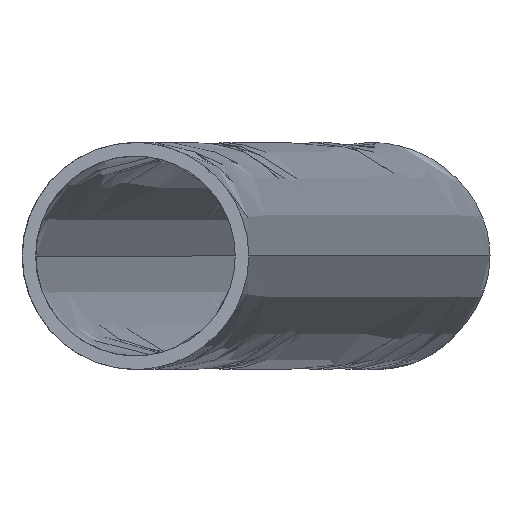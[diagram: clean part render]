
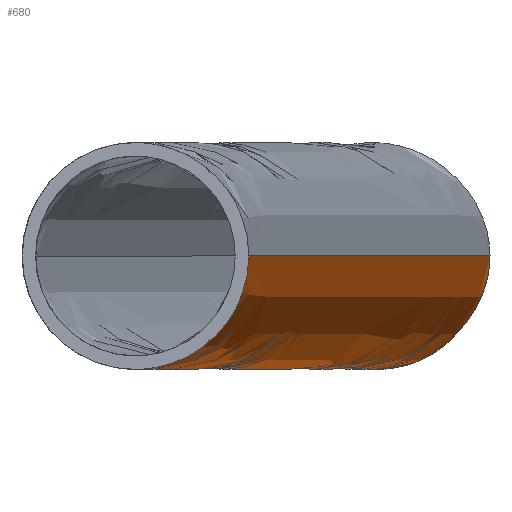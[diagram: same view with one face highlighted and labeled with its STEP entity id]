
A CAD part, left-side view. The second image highlights one B-rep face of the part: STEP entity #680.
In plain terms, the highlighted free-form (B-spline) face has degree [5, 4] with [6, 5] control points.
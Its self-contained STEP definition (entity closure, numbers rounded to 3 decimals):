
#134=CARTESIAN_POINT('Vertex',(-340.003,-140.256,-3.598)) ;
#160=CARTESIAN_POINT('Vertex',(-341.,-152.717,-16.097)) ;
#163=CARTESIAN_POINT('Axis2P3D Location',(-341.,-152.716,-3.597)) ;
#180=CARTESIAN_POINT('Control Point',(-341.499,-165.216,-3.597)) ;
#181=CARTESIAN_POINT('Control Point',(-341.499,-165.216,-4.73)) ;
#182=CARTESIAN_POINT('Control Point',(-341.494,-165.088,-5.878)) ;
#183=CARTESIAN_POINT('Control Point',(-341.484,-164.824,-7.02)) ;
#184=CARTESIAN_POINT('Control Point',(-341.452,-164.038,-9.207)) ;
#185=CARTESIAN_POINT('Control Point',(-341.401,-162.75,-11.187)) ;
#186=CARTESIAN_POINT('Control Point',(-341.371,-162.001,-12.089)) ;
#187=CARTESIAN_POINT('Control Point',(-341.303,-160.312,-13.695)) ;
#188=CARTESIAN_POINT('Control Point',(-341.222,-158.282,-14.881)) ;
#189=CARTESIAN_POINT('Control Point',(-341.179,-157.209,-15.35)) ;
#190=CARTESIAN_POINT('Control Point',(-341.117,-155.658,-15.821)) ;
#191=CARTESIAN_POINT('Control Point',(-341.054,-154.058,-16.037)) ;
#192=CARTESIAN_POINT('Control Point',(-341.036,-153.612,-16.077)) ;
#193=CARTESIAN_POINT('Control Point',(-341.018,-153.164,-16.097)) ;
#194=CARTESIAN_POINT('Control Point',(-341.,-152.717,-16.097)) ;
#195=CARTESIAN_POINT('Vertex',(-341.499,-165.216,-3.597)) ;
#327=CARTESIAN_POINT('Vertex',(-9.262,-191.799,-3.597)) ;
#372=CARTESIAN_POINT('Control Point',(-9.262,-191.799,-3.597)) ;
#373=CARTESIAN_POINT('Control Point',(-9.262,-191.799,-4.46)) ;
#374=CARTESIAN_POINT('Control Point',(-9.368,-191.716,-5.331)) ;
#375=CARTESIAN_POINT('Control Point',(-9.584,-191.546,-6.181)) ;
#376=CARTESIAN_POINT('Control Point',(-10.208,-191.018,-7.975)) ;
#377=CARTESIAN_POINT('Control Point',(-11.044,-190.183,-9.594)) ;
#378=CARTESIAN_POINT('Control Point',(-11.524,-189.647,-10.427)) ;
#379=CARTESIAN_POINT('Control Point',(-12.004,-189.033,-11.211)) ;
#380=CARTESIAN_POINT('Control Point',(-12.467,-188.342,-11.939)) ;
#381=CARTESIAN_POINT('Vertex',(-12.467,-188.342,-11.939)) ;
#576=CARTESIAN_POINT('Control Point',(-15.,-166.26,-3.597)) ;
#577=CARTESIAN_POINT('Control Point',(-80.001,-161.059,-3.597)) ;
#578=CARTESIAN_POINT('Control Point',(-145.001,-155.858,-3.597)) ;
#579=CARTESIAN_POINT('Control Point',(-210.002,-150.658,-3.598)) ;
#580=CARTESIAN_POINT('Control Point',(-275.002,-145.457,-3.598)) ;
#581=CARTESIAN_POINT('Control Point',(-340.003,-140.256,-3.598)) ;
#582=CARTESIAN_POINT('Vertex',(-15.,-166.26,-3.597)) ;
#586=CARTESIAN_POINT('Control Point',(-9.262,-191.799,-3.597)) ;
#587=CARTESIAN_POINT('Control Point',(-75.71,-186.482,-3.597)) ;
#588=CARTESIAN_POINT('Control Point',(-142.157,-181.166,-3.597)) ;
#589=CARTESIAN_POINT('Control Point',(-208.604,-175.849,-3.597)) ;
#590=CARTESIAN_POINT('Control Point',(-275.052,-170.533,-3.597)) ;
#591=CARTESIAN_POINT('Control Point',(-341.499,-165.216,-3.597)) ;
#611=CARTESIAN_POINT('Control Point',(-0.997,-192.46,-3.597)) ;
#612=CARTESIAN_POINT('Control Point',(-0.997,-192.46,-16.097)) ;
#613=CARTESIAN_POINT('Control Point',(0.,-180.,-22.347)) ;
#614=CARTESIAN_POINT('Control Point',(0.997,-167.54,-16.097)) ;
#615=CARTESIAN_POINT('Control Point',(0.997,-167.54,-3.597)) ;
#616=CARTESIAN_POINT('Control Point',(-69.197,-187.003,-3.597)) ;
#617=CARTESIAN_POINT('Control Point',(-69.197,-187.004,-16.097)) ;
#618=CARTESIAN_POINT('Control Point',(-68.2,-174.544,-22.347)) ;
#619=CARTESIAN_POINT('Control Point',(-67.203,-162.083,-16.097)) ;
#620=CARTESIAN_POINT('Control Point',(-67.203,-162.083,-3.597)) ;
#621=CARTESIAN_POINT('Control Point',(-137.397,-181.547,-3.597)) ;
#622=CARTESIAN_POINT('Control Point',(-137.397,-181.547,-16.097)) ;
#623=CARTESIAN_POINT('Control Point',(-136.4,-169.087,-22.347)) ;
#624=CARTESIAN_POINT('Control Point',(-135.403,-156.627,-16.097)) ;
#625=CARTESIAN_POINT('Control Point',(-135.403,-156.626,-3.597)) ;
#626=CARTESIAN_POINT('Control Point',(-205.597,-176.09,-3.597)) ;
#627=CARTESIAN_POINT('Control Point',(-205.597,-176.09,-16.097)) ;
#628=CARTESIAN_POINT('Control Point',(-204.6,-163.63,-22.347)) ;
#629=CARTESIAN_POINT('Control Point',(-203.603,-151.17,-16.098)) ;
#630=CARTESIAN_POINT('Control Point',(-203.603,-151.17,-3.598)) ;
#631=CARTESIAN_POINT('Control Point',(-273.797,-170.633,-3.597)) ;
#632=CARTESIAN_POINT('Control Point',(-273.797,-170.634,-16.097)) ;
#633=CARTESIAN_POINT('Control Point',(-272.8,-158.174,-22.347)) ;
#634=CARTESIAN_POINT('Control Point',(-271.803,-145.713,-16.098)) ;
#635=CARTESIAN_POINT('Control Point',(-271.803,-145.713,-3.598)) ;
#636=CARTESIAN_POINT('Control Point',(-341.997,-165.177,-3.597)) ;
#637=CARTESIAN_POINT('Control Point',(-341.997,-165.177,-16.097)) ;
#638=CARTESIAN_POINT('Control Point',(-341.,-152.717,-22.347)) ;
#639=CARTESIAN_POINT('Control Point',(-340.003,-140.257,-16.098)) ;
#640=CARTESIAN_POINT('Control Point',(-340.003,-140.256,-3.598)) ;
#642=CARTESIAN_POINT('Control Point',(-8.318,-180.,-16.079)) ;
#643=CARTESIAN_POINT('Control Point',(-8.248,-179.13,-16.126)) ;
#644=CARTESIAN_POINT('Control Point',(-8.292,-178.246,-16.096)) ;
#645=CARTESIAN_POINT('Control Point',(-8.46,-177.382,-15.988)) ;
#646=CARTESIAN_POINT('Control Point',(-9.101,-175.212,-15.545)) ;
#647=CARTESIAN_POINT('Control Point',(-10.108,-173.293,-14.728)) ;
#648=CARTESIAN_POINT('Control Point',(-10.763,-172.197,-14.11)) ;
#649=CARTESIAN_POINT('Control Point',(-11.806,-170.592,-12.95)) ;
#650=CARTESIAN_POINT('Control Point',(-12.768,-169.231,-11.509)) ;
#651=CARTESIAN_POINT('Control Point',(-13.104,-168.767,-10.942)) ;
#652=CARTESIAN_POINT('Control Point',(-13.958,-167.608,-9.297)) ;
#653=CARTESIAN_POINT('Control Point',(-14.59,-166.786,-7.414)) ;
#654=CARTESIAN_POINT('Control Point',(-14.868,-166.429,-6.143)) ;
#655=CARTESIAN_POINT('Control Point',(-15.,-166.26,-4.855)) ;
#656=CARTESIAN_POINT('Control Point',(-15.,-166.26,-3.597)) ;
#657=CARTESIAN_POINT('Vertex',(-8.318,-180.,-16.079)) ;
#661=CARTESIAN_POINT('Control Point',(-8.318,-180.,-16.079)) ;
#662=CARTESIAN_POINT('Control Point',(-8.397,-180.99,-16.027)) ;
#663=CARTESIAN_POINT('Control Point',(-8.623,-181.963,-15.875)) ;
#664=CARTESIAN_POINT('Control Point',(-8.977,-182.87,-15.629)) ;
#665=CARTESIAN_POINT('Control Point',(-9.851,-184.679,-14.952)) ;
#666=CARTESIAN_POINT('Control Point',(-10.879,-186.238,-13.968)) ;
#667=CARTESIAN_POINT('Control Point',(-11.429,-187.004,-13.367)) ;
#668=CARTESIAN_POINT('Control Point',(-11.964,-187.707,-12.69)) ;
#669=CARTESIAN_POINT('Control Point',(-12.467,-188.342,-11.939)) ;
#164=DIRECTION('Axis2P3D Direction',(0.997,-0.08,0.)) ;
#165=AXIS2_PLACEMENT_3D('Circle Axis2P3D',#163,#164,$) ;
#672=ORIENTED_EDGE('',*,*,#383,.F.) ;
#673=ORIENTED_EDGE('',*,*,#592,.T.) ;
#674=ORIENTED_EDGE('',*,*,#197,.T.) ;
#675=ORIENTED_EDGE('',*,*,#167,.T.) ;
#676=ORIENTED_EDGE('',*,*,#584,.F.) ;
#677=ORIENTED_EDGE('',*,*,#659,.F.) ;
#678=ORIENTED_EDGE('',*,*,#670,.T.) ;
#680=ADVANCED_FACE('Corps principal',(#679),#610,.T.) ;
#179=B_SPLINE_CURVE_WITH_KNOTS('',5,(#180,#181,#182,#183,#184,#185,#186,#187,#188,#189,#190,#191,#192,#193,#194),.UNSPECIFIED.,.F.,.U.,(6,3,3,3,6),(0.,8.469,16.663,24.701,27.787),.UNSPECIFIED.) ;
#371=B_SPLINE_CURVE_WITH_KNOTS('',5,(#372,#373,#374,#375,#376,#377,#378,#379,#380),.UNSPECIFIED.,.F.,.U.,(6,3,6),(0.,6.445,14.235),.UNSPECIFIED.) ;
#641=B_SPLINE_CURVE_WITH_KNOTS('',5,(#642,#643,#644,#645,#646,#647,#648,#649,#650,#651,#652,#653,#654,#655,#656),.UNSPECIFIED.,.F.,.U.,(6,3,3,3,6),(0.,6.025,15.857,21.559,31.438),.UNSPECIFIED.) ;
#660=B_SPLINE_CURVE_WITH_KNOTS('',5,(#661,#662,#663,#664,#665,#666,#667,#668,#669),.UNSPECIFIED.,.F.,.U.,(6,3,6),(0.,6.853,14.631),.UNSPECIFIED.) ;
#166=CIRCLE('generated circle',#165,12.5) ;
#167=EDGE_CURVE('',#161,#135,#166,.T.) ;
#197=EDGE_CURVE('',#196,#161,#179,.T.) ;
#383=EDGE_CURVE('',#328,#382,#371,.T.) ;
#584=EDGE_CURVE('',#583,#135,#575,.T.) ;
#592=EDGE_CURVE('',#328,#196,#585,.T.) ;
#659=EDGE_CURVE('',#658,#583,#641,.T.) ;
#670=EDGE_CURVE('',#658,#382,#660,.T.) ;
#671=EDGE_LOOP('',(#672,#673,#674,#675,#676,#677,#678)) ;
#679=FACE_OUTER_BOUND('',#671,.T.) ;
#135=VERTEX_POINT('',#134) ;
#161=VERTEX_POINT('',#160) ;
#196=VERTEX_POINT('',#195) ;
#328=VERTEX_POINT('',#327) ;
#382=VERTEX_POINT('',#381) ;
#583=VERTEX_POINT('',#582) ;
#658=VERTEX_POINT('',#657) ;
#575=(BOUNDED_CURVE()B_SPLINE_CURVE(5,(#576,#577,#578,#579,#580,#581),.UNSPECIFIED.,.F.,.U.)B_SPLINE_CURVE_WITH_KNOTS((6,6),(16.048,342.09),.UNSPECIFIED.)CURVE()GEOMETRIC_REPRESENTATION_ITEM()RATIONAL_B_SPLINE_CURVE((1.,1.,1.,1.,1.,1.))REPRESENTATION_ITEM('')) ;
#585=(BOUNDED_CURVE()B_SPLINE_CURVE(5,(#586,#587,#588,#589,#590,#591),.UNSPECIFIED.,.F.,.U.)B_SPLINE_CURVE_WITH_KNOTS((6,6),(8.292,341.59),.UNSPECIFIED.)CURVE()GEOMETRIC_REPRESENTATION_ITEM()RATIONAL_B_SPLINE_CURVE((1.,1.,1.,1.,1.,1.))REPRESENTATION_ITEM('')) ;
#610=(BOUNDED_SURFACE()B_SPLINE_SURFACE(5,4,((#611,#612,#613,#614,#615),(#616,#617,#618,#619,#620),(#621,#622,#623,#624,#625),(#626,#627,#628,#629,#630),(#631,#632,#633,#634,#635),(#636,#637,#638,#639,#640)),.UNSPECIFIED.,.F.,.F.,.U.)B_SPLINE_SURFACE_WITH_KNOTS((6,6),(5,5),(0.,342.09),(0.,39.27),.UNSPECIFIED.)GEOMETRIC_REPRESENTATION_ITEM()RATIONAL_B_SPLINE_SURFACE(((1.,0.707,0.667,0.707,1.),(1.,0.707,0.667,0.707,1.),(1.,0.707,0.667,0.707,1.),(1.,0.707,0.667,0.707,1.),(1.,0.707,0.667,0.707,1.),(1.,0.707,0.667,0.707,1.)))REPRESENTATION_ITEM('Rational BSpline Surface')SURFACE()) ;
